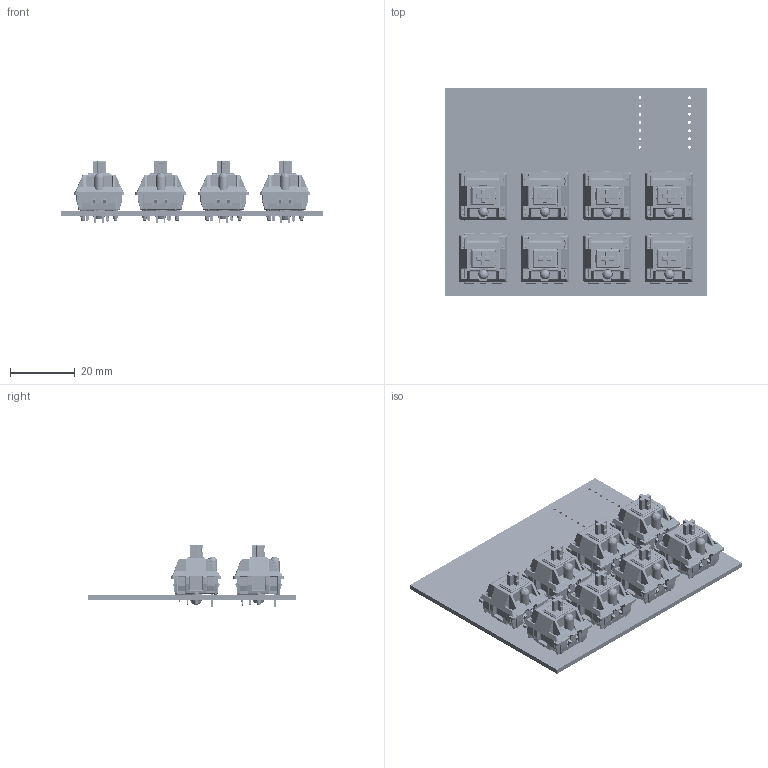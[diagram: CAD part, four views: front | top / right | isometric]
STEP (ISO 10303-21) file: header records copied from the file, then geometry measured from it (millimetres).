
FILE_DESCRIPTION(/* description */ ('KiCad electronic assembly'),/* implementation_level */ '2;1');
FILE_NAME(/* name */ 'Middle.step',/* time_stamp */ '2025-06-23T22:27:19-04:00',/* author */ (''),/* organization */ (''),/* preprocessor_version */ 'ST-DEVELOPER v20.1',/* originating_system */ 'Autodesk Translation Framework v14.10.0.0',/* authorisation */ '');
FILE_SCHEMA (('AUTOMOTIVE_DESIGN { 1 0 10303 214 3 1 1 }'));
Length unit declared in the file: millimetre
Products named in the file (8): 2025-06-23-01-05-31-452; 2025-06-23-01-05-31-453; 2025-06-22-19-27-31-274; 2025-06-22-19-27-31-275; 2025-06-22-19-27-31-276; 2025-06-22-19-27-31-277; 2025-06-22-19-27-31-278; 2025-06-22-19-27-31-279
Assembly tree (14 placements, depth 3):
  2025-06-23-01-05-31-452
    2025-06-23-01-05-31-453
    2025-06-22-19-27-31-274  x8
      2025-06-22-19-27-31-275
      2025-06-22-19-27-31-276
      2025-06-22-19-27-31-277
      2025-06-22-19-27-31-278
      2025-06-22-19-27-31-279
Bounding box: 80.62 x 64 x 19 mm (x, y, z)
Volume: 16535.5 mm3; surface area: 32766.4 mm2
Topology: 81 solids, 81 shells, 12276 faces, 29654 edges, 16716 vertices
Faces by surface type: cylinder 5374, plane 3646, torus 1520, sphere 896, bspline 800, cone 40
Full cylindrical faces by diameter (mm): 0.8 x16, 0.889 x14, 1.5 x16, 1.6 x32, 1.7 x16, 2 x8, 2.6 x8, 3 x8, 3.8 x8, 4 x8, 4.8 x8
Entity records: 48395 total; most frequent: CARTESIAN_POINT 11109, DIRECTION 8225, ORIENTED_EDGE 7500, EDGE_CURVE 3750, AXIS2_PLACEMENT_3D 3135, VERTEX_POINT 2191, LINE 1955, VECTOR 1955
